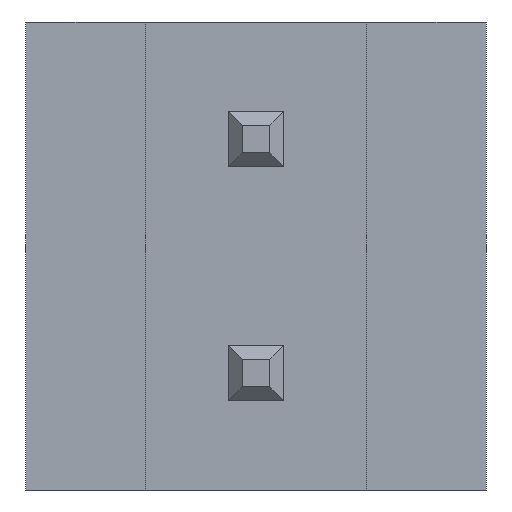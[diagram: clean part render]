
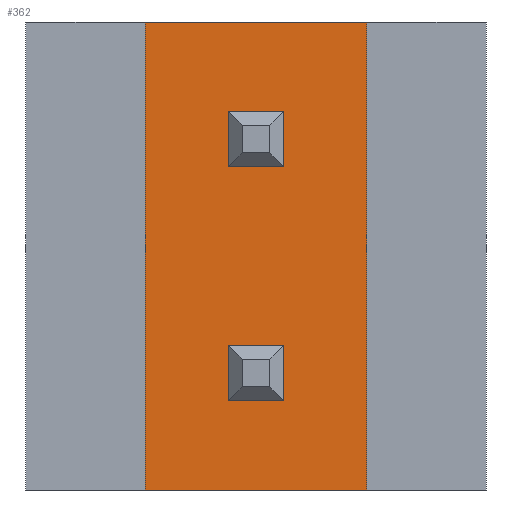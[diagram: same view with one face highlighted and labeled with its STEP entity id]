
A CAD part, front view. The second image highlights one B-rep face of the part: STEP entity #362.
In plain terms, the highlighted planar face has unit normal (0, -1, 0).
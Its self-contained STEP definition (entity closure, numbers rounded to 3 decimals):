
#1 = EDGE_CURVE ( 'NONE', #613, #752, #794, .T. ) ;
#44 = FACE_BOUND ( 'NONE', #647, .T. ) ;
#56 = CARTESIAN_POINT ( 'NONE',  ( 2.2, 0.5, 3.51 ) ) ;
#177 = VERTEX_POINT ( 'NONE', #683 ) ;
#179 = LINE ( 'NONE', #1959, #1616 ) ;
#270 = VERTEX_POINT ( 'NONE', #1974 ) ;
#284 = CARTESIAN_POINT ( 'NONE',  ( 2.2, 0.5, 4.11 ) ) ;
#295 = CARTESIAN_POINT ( 'NONE',  ( 1.3, 0.5, 0.97 ) ) ;
#310 = CARTESIAN_POINT ( 'NONE',  ( 1.3, 0.5, 3.51 ) ) ;
#311 = CARTESIAN_POINT ( 'NONE',  ( 1.3, 0.5, 1.57 ) ) ;
#339 = EDGE_CURVE ( 'NONE', #727, #177, #1169, .T. ) ;
#362 = ADVANCED_FACE ( 'NONE', ( #44, #1511, #1449 ), #877, .F. ) ;
#392 = VECTOR ( 'NONE', #2087, 1000. ) ;
#420 = DIRECTION ( 'NONE',  ( 0., 0., 1. ) ) ;
#423 = VECTOR ( 'NONE', #1589, 1000. ) ;
#449 = LINE ( 'NONE', #1948, #392 ) ;
#463 = ORIENTED_EDGE ( 'NONE', *, *, #1813, .T. ) ;
#479 = CARTESIAN_POINT ( 'NONE',  ( 3.7, 0.5, 5.08 ) ) ;
#504 = AXIS2_PLACEMENT_3D ( 'NONE', #515, #691, #1575 ) ;
#515 = CARTESIAN_POINT ( 'NONE',  ( 1.3, 0.5, 0. ) ) ;
#529 = LINE ( 'NONE', #895, #1414 ) ;
#532 = LINE ( 'NONE', #2173, #1087 ) ;
#574 = CARTESIAN_POINT ( 'NONE',  ( 2.8, 0.5, 4.11 ) ) ;
#588 = ORIENTED_EDGE ( 'NONE', *, *, #1381, .T. ) ;
#613 = VERTEX_POINT ( 'NONE', #56 ) ;
#647 = EDGE_LOOP ( 'NONE', ( #1524, #2151, #588, #1040 ) ) ;
#659 = DIRECTION ( 'NONE',  ( -1., 0., 0. ) ) ;
#662 = LINE ( 'NONE', #2270, #1992 ) ;
#682 = DIRECTION ( 'NONE',  ( 0., 0., -1. ) ) ;
#683 = CARTESIAN_POINT ( 'NONE',  ( 1.3, 0.5, 5.08 ) ) ;
#691 = DIRECTION ( 'NONE',  ( 0., 1., 0. ) ) ;
#727 = VERTEX_POINT ( 'NONE', #1011 ) ;
#733 = VECTOR ( 'NONE', #2240, 1000. ) ;
#752 = VERTEX_POINT ( 'NONE', #284 ) ;
#763 = LINE ( 'NONE', #832, #733 ) ;
#789 = ORIENTED_EDGE ( 'NONE', *, *, #1774, .T. ) ;
#794 = LINE ( 'NONE', #1502, #1557 ) ;
#804 = LINE ( 'NONE', #311, #834 ) ;
#812 = EDGE_LOOP ( 'NONE', ( #463, #1446, #1745, #2208 ) ) ;
#832 = CARTESIAN_POINT ( 'NONE',  ( 3.7, 0.5, 0. ) ) ;
#834 = VECTOR ( 'NONE', #1558, 1000. ) ;
#877 = PLANE ( 'NONE',  #504 ) ;
#895 = CARTESIAN_POINT ( 'NONE',  ( 2.8, 0.5, 0. ) ) ;
#907 = VECTOR ( 'NONE', #659, 1000. ) ;
#968 = VECTOR ( 'NONE', #2274, 1000. ) ;
#1000 = CARTESIAN_POINT ( 'NONE',  ( 2.2, 0.5, 0.97 ) ) ;
#1011 = CARTESIAN_POINT ( 'NONE',  ( 1.3, 0.5, 0. ) ) ;
#1026 = CARTESIAN_POINT ( 'NONE',  ( 2.8, 0.5, 3.51 ) ) ;
#1028 = EDGE_CURVE ( 'NONE', #1170, #613, #1429, .T. ) ;
#1040 = ORIENTED_EDGE ( 'NONE', *, *, #1743, .T. ) ;
#1072 = EDGE_CURVE ( 'NONE', #1104, #727, #449, .T. ) ;
#1087 = VECTOR ( 'NONE', #1993, 1000. ) ;
#1104 = VERTEX_POINT ( 'NONE', #1932 ) ;
#1138 = CARTESIAN_POINT ( 'NONE',  ( 1.3, 0.5, 0. ) ) ;
#1169 = LINE ( 'NONE', #1138, #2158 ) ;
#1170 = VERTEX_POINT ( 'NONE', #1026 ) ;
#1208 = LINE ( 'NONE', #2098, #423 ) ;
#1316 = CARTESIAN_POINT ( 'NONE',  ( 2.8, 0.5, 0.97 ) ) ;
#1335 = EDGE_CURVE ( 'NONE', #1104, #1739, #763, .T. ) ;
#1347 = DIRECTION ( 'NONE',  ( 0., 0., 1. ) ) ;
#1381 = EDGE_CURVE ( 'NONE', #1545, #1472, #1478, .T. ) ;
#1382 = ORIENTED_EDGE ( 'NONE', *, *, #1028, .T. ) ;
#1414 = VECTOR ( 'NONE', #1593, 1000. ) ;
#1429 = LINE ( 'NONE', #310, #968 ) ;
#1439 = DIRECTION ( 'NONE',  ( -1., 0., 0. ) ) ;
#1446 = ORIENTED_EDGE ( 'NONE', *, *, #339, .F. ) ;
#1449 = FACE_OUTER_BOUND ( 'NONE', #812, .T. ) ;
#1472 = VERTEX_POINT ( 'NONE', #1000 ) ;
#1478 = LINE ( 'NONE', #295, #907 ) ;
#1502 = CARTESIAN_POINT ( 'NONE',  ( 2.2, 0.5, 0. ) ) ;
#1511 = FACE_BOUND ( 'NONE', #2092, .T. ) ;
#1524 = ORIENTED_EDGE ( 'NONE', *, *, #1615, .T. ) ;
#1527 = ORIENTED_EDGE ( 'NONE', *, *, #1987, .T. ) ;
#1545 = VERTEX_POINT ( 'NONE', #1316 ) ;
#1557 = VECTOR ( 'NONE', #1347, 1000. ) ;
#1558 = DIRECTION ( 'NONE',  ( 1., 0., 0. ) ) ;
#1575 = DIRECTION ( 'NONE',  ( 0., 0., 1. ) ) ;
#1589 = DIRECTION ( 'NONE',  ( 0., 0., 1. ) ) ;
#1593 = DIRECTION ( 'NONE',  ( 0., 0., -1. ) ) ;
#1615 = EDGE_CURVE ( 'NONE', #2159, #270, #804, .T. ) ;
#1616 = VECTOR ( 'NONE', #1439, 1000. ) ;
#1690 = ORIENTED_EDGE ( 'NONE', *, *, #1, .T. ) ;
#1739 = VERTEX_POINT ( 'NONE', #479 ) ;
#1743 = EDGE_CURVE ( 'NONE', #1472, #2159, #1208, .T. ) ;
#1745 = ORIENTED_EDGE ( 'NONE', *, *, #1072, .F. ) ;
#1774 = EDGE_CURVE ( 'NONE', #1982, #1170, #662, .T. ) ;
#1813 = EDGE_CURVE ( 'NONE', #1739, #177, #179, .T. ) ;
#1932 = CARTESIAN_POINT ( 'NONE',  ( 3.7, 0.5, 0. ) ) ;
#1948 = CARTESIAN_POINT ( 'NONE',  ( 1.3, 0.5, 0. ) ) ;
#1959 = CARTESIAN_POINT ( 'NONE',  ( 1.3, 0.5, 5.08 ) ) ;
#1974 = CARTESIAN_POINT ( 'NONE',  ( 2.8, 0.5, 1.57 ) ) ;
#1982 = VERTEX_POINT ( 'NONE', #574 ) ;
#1987 = EDGE_CURVE ( 'NONE', #752, #1982, #532, .T. ) ;
#1992 = VECTOR ( 'NONE', #682, 1000. ) ;
#1993 = DIRECTION ( 'NONE',  ( 1., 0., 0. ) ) ;
#1996 = CARTESIAN_POINT ( 'NONE',  ( 2.2, 0.5, 1.57 ) ) ;
#2054 = EDGE_CURVE ( 'NONE', #270, #1545, #529, .T. ) ;
#2087 = DIRECTION ( 'NONE',  ( -1., 0., 0. ) ) ;
#2092 = EDGE_LOOP ( 'NONE', ( #1527, #789, #1382, #1690 ) ) ;
#2098 = CARTESIAN_POINT ( 'NONE',  ( 2.2, 0.5, 0. ) ) ;
#2151 = ORIENTED_EDGE ( 'NONE', *, *, #2054, .T. ) ;
#2158 = VECTOR ( 'NONE', #420, 1000. ) ;
#2159 = VERTEX_POINT ( 'NONE', #1996 ) ;
#2173 = CARTESIAN_POINT ( 'NONE',  ( 1.3, 0.5, 4.11 ) ) ;
#2208 = ORIENTED_EDGE ( 'NONE', *, *, #1335, .T. ) ;
#2240 = DIRECTION ( 'NONE',  ( 0., 0., 1. ) ) ;
#2270 = CARTESIAN_POINT ( 'NONE',  ( 2.8, 0.5, 0. ) ) ;
#2274 = DIRECTION ( 'NONE',  ( -1., 0., 0. ) ) ;
